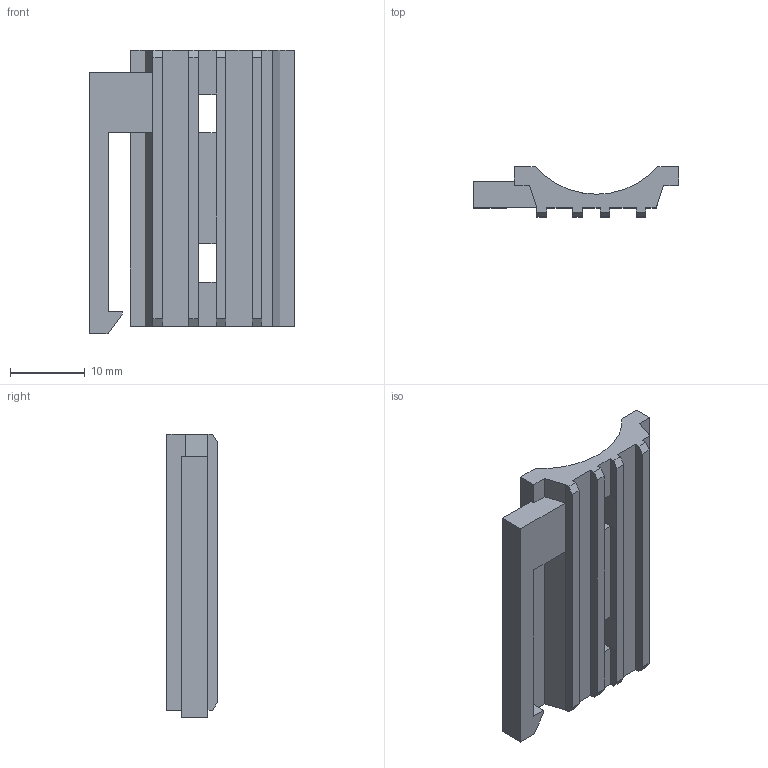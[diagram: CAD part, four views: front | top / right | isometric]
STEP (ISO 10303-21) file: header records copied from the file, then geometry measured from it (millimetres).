
FILE_DESCRIPTION (( 'STEP AP214' ), '1' );
FILE_NAME ('1198022.stp', '2019-02-11T14:14:46', ( '' ), ( '' ), 'SwSTEP 2.0', 'SolidWorks 2018', '' );
FILE_SCHEMA (( 'AUTOMOTIVE_DESIGN' ));
Length unit declared in the file: millimetre
Products named in the file (1): 1198022
Bounding box: 27.5 x 6.75 x 38 mm (x, y, z)
Volume: 3009 mm3; surface area: 3046.5 mm2
Topology: 1 solids, 1 shells, 61 faces, 173 edges, 112 vertices
Faces by surface type: plane 60, cylinder 1
Entity records: 1971 total; most frequent: CARTESIAN_POINT 359, ORIENTED_EDGE 346, DIRECTION 295, EDGE_CURVE 173, VECTOR 167, LINE 167, VERTEX_POINT 112, AXIS2_PLACEMENT_3D 64
